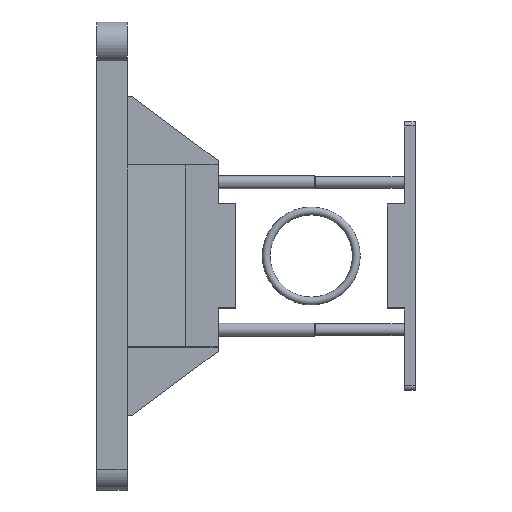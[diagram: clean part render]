
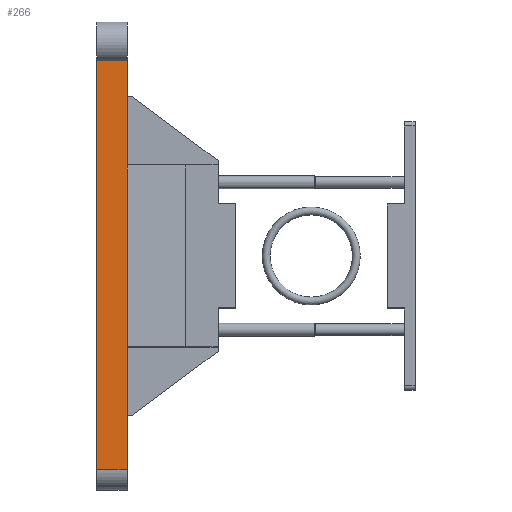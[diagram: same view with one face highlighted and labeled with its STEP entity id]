
A CAD part, top view. The second image highlights one B-rep face of the part: STEP entity #266.
In plain terms, the highlighted planar face has unit normal (0, 0, 1).
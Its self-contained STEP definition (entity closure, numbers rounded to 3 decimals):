
#266 = ADVANCED_FACE( '', ( #571 ), #572, .F. );
#571 = FACE_OUTER_BOUND( '', #959, .T. );
#572 = PLANE( '', #960 );
#959 = EDGE_LOOP( '', ( #1451, #1452, #1453, #1454, #1455, #1456 ) );
#960 = AXIS2_PLACEMENT_3D( '', #1457, #1458, #1459 );
#1451 = ORIENTED_EDGE( '', *, *, #2272, .T. );
#1452 = ORIENTED_EDGE( '', *, *, #2379, .F. );
#1453 = ORIENTED_EDGE( '', *, *, #2309, .F. );
#1454 = ORIENTED_EDGE( '', *, *, #2380, .T. );
#1455 = ORIENTED_EDGE( '', *, *, #2381, .F. );
#1456 = ORIENTED_EDGE( '', *, *, #2382, .T. );
#1457 = CARTESIAN_POINT( '', ( -45.001, 7., 4.7 ) );
#1458 = DIRECTION( '', ( 0., 0., -1. ) );
#1459 = DIRECTION( '', ( -1., 0., 0. ) );
#2272 = EDGE_CURVE( '', #2662, #2660, #2663, .T. );
#2309 = EDGE_CURVE( '', #2730, #2732, #2733, .T. );
#2379 = EDGE_CURVE( '', #2732, #2660, #2847, .T. );
#2380 = EDGE_CURVE( '', #2730, #2848, #2849, .T. );
#2381 = EDGE_CURVE( '', #2850, #2848, #2851, .T. );
#2382 = EDGE_CURVE( '', #2850, #2662, #2852, .T. );
#2660 = VERTEX_POINT( '', #3220 );
#2662 = VERTEX_POINT( '', #3222 );
#2663 = LINE( '', #3223, #3224 );
#2730 = VERTEX_POINT( '', #3310 );
#2732 = VERTEX_POINT( '', #3313 );
#2733 = LINE( '', #3314, #3315 );
#2847 = LINE( '', #3472, #3473 );
#2848 = VERTEX_POINT( '', #3474 );
#2849 = LINE( '', #3475, #3476 );
#2850 = VERTEX_POINT( '', #3477 );
#2851 = LINE( '', #3478, #3479 );
#2852 = LINE( '', #3480, #3481 );
#3220 = CARTESIAN_POINT( '', ( 49.3, 0., 4.7 ) );
#3222 = CARTESIAN_POINT( '', ( -45.001, 0., 4.7 ) );
#3223 = CARTESIAN_POINT( '', ( -45.001, 0., 4.7 ) );
#3224 = VECTOR( '', #3971, 1000. );
#3310 = CARTESIAN_POINT( '', ( 21., 7., 4.7 ) );
#3313 = CARTESIAN_POINT( '', ( 49.3, 7., 4.7 ) );
#3314 = CARTESIAN_POINT( '', ( -45.001, 7., 4.7 ) );
#3315 = VECTOR( '', #4028, 1000. );
#3472 = CARTESIAN_POINT( '', ( 49.3, 7., 4.7 ) );
#3473 = VECTOR( '', #4105, 1000. );
#3474 = CARTESIAN_POINT( '', ( -21., 7., 4.7 ) );
#3475 = CARTESIAN_POINT( '', ( 21., 7., 4.7 ) );
#3476 = VECTOR( '', #4106, 1000. );
#3477 = CARTESIAN_POINT( '', ( -45.001, 7., 4.7 ) );
#3478 = CARTESIAN_POINT( '', ( -45.001, 7., 4.7 ) );
#3479 = VECTOR( '', #4107, 1000. );
#3480 = CARTESIAN_POINT( '', ( -45.001, 7., 4.7 ) );
#3481 = VECTOR( '', #4108, 1000. );
#3971 = DIRECTION( '', ( 1., 0., 0. ) );
#4028 = DIRECTION( '', ( 1., 0., 0. ) );
#4105 = DIRECTION( '', ( 0., -1., 0. ) );
#4106 = DIRECTION( '', ( -1., 0., 0. ) );
#4107 = DIRECTION( '', ( 1., 0., 0. ) );
#4108 = DIRECTION( '', ( 0., -1., 0. ) );
